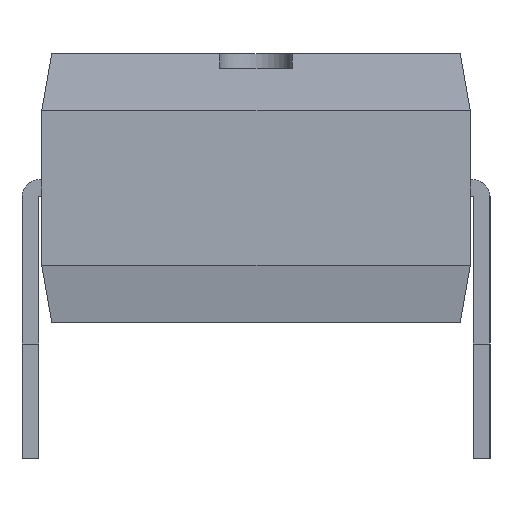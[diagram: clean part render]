
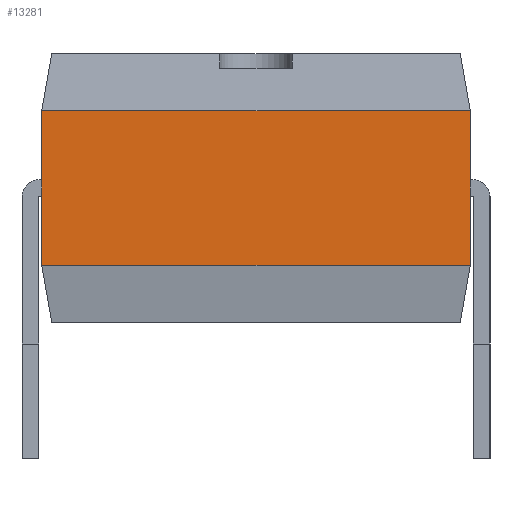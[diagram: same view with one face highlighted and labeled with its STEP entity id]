
A CAD part, left-side view. The second image highlights one B-rep face of the part: STEP entity #13281.
In plain terms, the highlighted planar face has unit normal (-1, 0, 0).
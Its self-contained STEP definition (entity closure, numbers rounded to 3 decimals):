
#13221 = CARTESIAN_POINT ( 'NONE',  ( -17.78, 3.75, 1.38 ) ) ;
#13222 = VERTEX_POINT ( 'NONE', #13221 ) ;
#13229 = CARTESIAN_POINT ( 'NONE',  ( -17.78, 3.75, 4.08 ) ) ;
#13230 = VERTEX_POINT ( 'NONE', #13229 ) ;
#13231 = CARTESIAN_POINT ( 'NONE',  ( -17.78, 3.75, 5.08 ) ) ;
#13232 = DIRECTION ( 'NONE',  ( 0., 0., -1. ) ) ;
#13233 = VECTOR ( 'NONE', #13232, 1000. ) ;
#13234 = LINE ( 'NONE', #13231, #13233 ) ;
#13235 = EDGE_CURVE ( 'NONE', #13230, #13222, #13234, .T. ) ;
#13251 = ORIENTED_EDGE ( 'NONE', *, *, #13235, .T. ) ;
#13252 = CARTESIAN_POINT ( 'NONE',  ( -17.78, -3.75, 1.38 ) ) ;
#13253 = VERTEX_POINT ( 'NONE', #13252 ) ;
#13254 = CARTESIAN_POINT ( 'NONE',  ( -17.78, -3.75, 1.38 ) ) ;
#13255 = DIRECTION ( 'NONE',  ( 0., -1., 0. ) ) ;
#13256 = VECTOR ( 'NONE', #13255, 1000. ) ;
#13257 = LINE ( 'NONE', #13254, #13256 ) ;
#13258 = EDGE_CURVE ( 'NONE', #13222, #13253, #13257, .T. ) ;
#13259 = ORIENTED_EDGE ( 'NONE', *, *, #13258, .T. ) ;
#13260 = CARTESIAN_POINT ( 'NONE',  ( -17.78, -3.75, 4.08 ) ) ;
#13261 = VERTEX_POINT ( 'NONE', #13260 ) ;
#13262 = CARTESIAN_POINT ( 'NONE',  ( -17.78, -3.75, 5.08 ) ) ;
#13263 = DIRECTION ( 'NONE',  ( 0., 0., -1. ) ) ;
#13264 = VECTOR ( 'NONE', #13263, 1000. ) ;
#13265 = LINE ( 'NONE', #13262, #13264 ) ;
#13266 = EDGE_CURVE ( 'NONE', #13261, #13253, #13265, .T. ) ;
#13267 = ORIENTED_EDGE ( 'NONE', *, *, #13266, .F. ) ;
#13268 = CARTESIAN_POINT ( 'NONE',  ( -17.78, -3.75, 4.08 ) ) ;
#13269 = DIRECTION ( 'NONE',  ( 0., 1., 0. ) ) ;
#13270 = VECTOR ( 'NONE', #13269, 1000. ) ;
#13271 = LINE ( 'NONE', #13268, #13270 ) ;
#13272 = EDGE_CURVE ( 'NONE', #13261, #13230, #13271, .T. ) ;
#13273 = ORIENTED_EDGE ( 'NONE', *, *, #13272, .T. ) ;
#13274 = EDGE_LOOP ( 'NONE', ( #13251, #13259, #13267, #13273 ) ) ;
#13275 = FACE_OUTER_BOUND ( 'NONE', #13274, .T. ) ;
#13276 = CARTESIAN_POINT ( 'NONE',  ( -17.78, -3.75, 5.08 ) ) ;
#13277 = DIRECTION ( 'NONE',  ( 1., 0., 0. ) ) ;
#13278 = DIRECTION ( 'NONE',  ( 0., 1., 0. ) ) ;
#13279 = AXIS2_PLACEMENT_3D ( 'NONE', #13276, #13277, #13278 ) ;
#13280 = PLANE ( 'NONE', #13279 ) ;
#13281 = ADVANCED_FACE ( 'NONE', ( #13275 ), #13280, .F. ) ;
